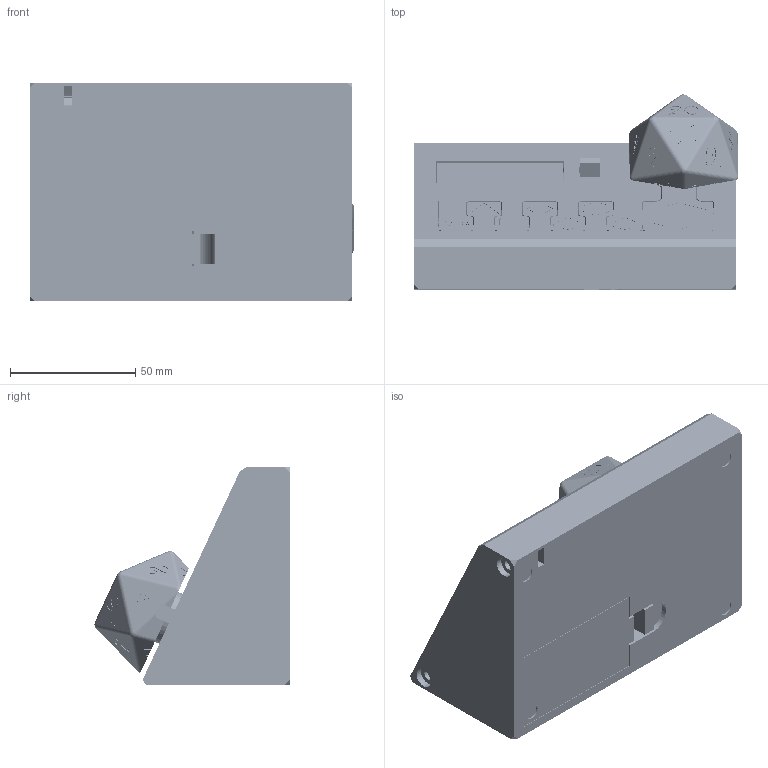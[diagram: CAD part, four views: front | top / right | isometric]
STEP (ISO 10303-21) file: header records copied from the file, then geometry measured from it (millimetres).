
FILE_DESCRIPTION(/* description */ ('KiCad electronic assembly'),/* implementation_level */ '2;1');
FILE_NAME(/* name */ 'final.step',/* time_stamp */ '2024-11-25T18:04:15-05:00',/* author */ (''),/* organization */ (''),/* preprocessor_version */ 'ST-DEVELOPER v20',/* originating_system */ 'Autodesk Translation Framework v13.20.0.188',/* authorisation */ '');
FILE_SCHEMA (('AUTOMOTIVE_DESIGN { 1 0 10303 214 3 1 1 }'));
Products named in the file (61): digi-roll-pcb 1; digi-roll PCB; PinHeader_1x02_P2.54mm_Vertical; SOLID; LED_D5.0mm; R_Axial_DIN0207_L6.3mm_D2.5mm_P7.62mm_Horizontal; SW_PUSH_6mm_H5mm; C_Disc_D4.7mm_W2.5mm_P5.00mm; DIP-16_W7.62mm; PinHeader_2x03_P2.54mm_Vertical; SOLID_1; DIP-14_W7.62mm; SOLID_2; PinHeader_1x04_P2.54mm_Vertical; SOLID_3; PinHeader_1x03_P2.54mm_Vertical; SOLID_4; 7-segment; LED_D5.0mm_1; R_Axial_DIN0207_L6.3mm_D2.5mm_P7.62mm_Horizontal_1; R_Axial_DIN0207_L6.3mm_D2.5mm_P7.62mm_Horizontal_2; R_Axial_DIN0207_L6.3mm_D2.5mm_P7.62mm_Horizontal_3; LED_D5.0mm_2; LED_D5.0mm_3; R_Axial_DIN0207_L6.3mm_D2.5mm_P7.62mm_Horizontal_4; R_Axial_DIN0207_L6.3mm_D2.5mm_P7.62mm_Horizontal_5; LED_D5.0mm_4; R_Axial_DIN0207_L6.3mm_D2.5mm_P7.62mm_Horizontal_6; SW_PUSH_6mm_H5mm_1; R_Axial_DIN0207_L6.3mm_D2.5mm_P7.62mm_Horizontal_7; R_Axial_DIN0207_L6.3mm_D2.5mm_P7.62mm_Horizontal_8; R_Axial_DIN0207_L6.3mm_D2.5mm_P7.62mm_Horizontal_9; R_Axial_DIN0207_L6.3mm_D2.5mm_P7.62mm_Horizontal_10; DIP-16_W7.62mm_1; SOLID_5; R_Axial_DIN0207_L6.3mm_D2.5mm_P7.62mm_Horizontal_11; R_Axial_DIN0207_L6.3mm_D2.5mm_P7.62mm_Horizontal_12; R_Axial_DIN0207_L6.3mm_D2.5mm_P7.62mm_Horizontal_13; R_Axial_DIN0207_L6.3mm_D2.5mm_P7.62mm_Horizontal_14; SOLID_6 ...
Assembly tree (89 placements, depth 5):
  digi-roll-pcb 1
    digi-roll PCB
      PinHeader_1x02_P2.54mm_Vertical
        SOLID
      LED_D5.0mm
        SOLID_9
      R_Axial_DIN0207_L6.3mm_D2.5mm_P7.62mm_Horizontal
        SOLID_6
      SW_PUSH_6mm_H5mm
        SOLID_7
      C_Disc_D4.7mm_W2.5mm_P5.00mm
        SOLID_8
      DIP-16_W7.62mm
        SOLID_5
      PinHeader_2x03_P2.54mm_Vertical
        SOLID_1
      DIP-14_W7.62mm
        SOLID_2
      PinHeader_1x04_P2.54mm_Vertical
        SOLID_3
      PinHeader_1x03_P2.54mm_Vertical
        SOLID_4
      7-segment
      LED_D5.0mm_1
        SOLID_9
      R_Axial_DIN0207_L6.3mm_D2.5mm_P7.62mm_Horizontal_1
        SOLID_6
      R_Axial_DIN0207_L6.3mm_D2.5mm_P7.62mm_Horizontal_2
        SOLID_6
      R_Axial_DIN0207_L6.3mm_D2.5mm_P7.62mm_Horizontal_3
        SOLID_6
      LED_D5.0mm_2
        SOLID_9
      LED_D5.0mm_3
        SOLID_9
      R_Axial_DIN0207_L6.3mm_D2.5mm_P7.62mm_Horizontal_4
        SOLID_6
      R_Axial_DIN0207_L6.3mm_D2.5mm_P7.62mm_Horizontal_5
        SOLID_6
      LED_D5.0mm_4
        SOLID_9
      R_Axial_DIN0207_L6.3mm_D2.5mm_P7.62mm_Horizontal_6
        SOLID_6
      SW_PUSH_6mm_H5mm_1
        SOLID_7
      R_Axial_DIN0207_L6.3mm_D2.5mm_P7.62mm_Horizontal_7
        SOLID_6
      R_Axial_DIN0207_L6.3mm_D2.5mm_P7.62mm_Horizontal_8
        SOLID_6
      R_Axial_DIN0207_L6.3mm_D2.5mm_P7.62mm_Horizontal_9
        SOLID_6
      R_Axial_DIN0207_L6.3mm_D2.5mm_P7.62mm_Horizontal_10
        SOLID_6
      DIP-16_W7.62mm_1
        SOLID_5
      R_Axial_DIN0207_L6.3mm_D2.5mm_P7.62mm_Horizontal_11
        SOLID_6
      R_Axial_DIN0207_L6.3mm_D2.5mm_P7.62mm_Horizontal_12
        SOLID_6
      R_Axial_DIN0207_L6.3mm_D2.5mm_P7.62mm_Horizontal_13
Bounding box: 129.73 x 78.02 x 87.41 mm (x, y, z)
Volume: 240368 mm3; surface area: 151771.3 mm2
Topology: 77 solids, 77 shells, 9705 faces, 19645 edges, 10290 vertices
Faces by surface type: plane 8070, cylinder 1014, bspline 507, cone 61, torus 42, sphere 11
Full cylindrical faces by diameter (mm): 0.5 x8, 0.6 x30, 0.8 x80, 0.9 x14, 1 x50, 1.016 x8, 1.1 x32, 1.623 x32, 2 x2, 2.074 x16, 2.2 x4, 2.25 x15, 2.5 x30, 3.5 x8, 4.1 x2, 4.9 x7, 5.8 x1, 6 x9, 6.25 x4, 6.446 x6, 7 x2, 7.029 x5, 7.866 x11, 8 x4, 8.17 x3, 8.5 x1, 9.8 x4, 10 x1, 10.3 x1, 12 x2
Entity records: 220076 total; most frequent: CARTESIAN_POINT 54798, ORIENTED_EDGE 32680, DIRECTION 32059, EDGE_CURVE 16340, LINE 13975, VECTOR 13975, AXIS2_PLACEMENT_3D 9042, EDGE_LOOP 8852
